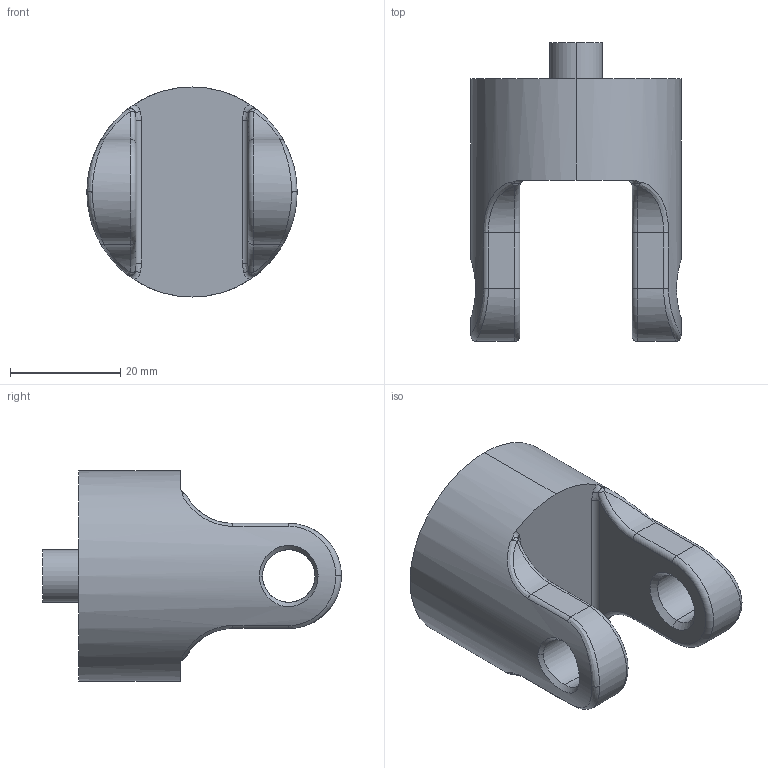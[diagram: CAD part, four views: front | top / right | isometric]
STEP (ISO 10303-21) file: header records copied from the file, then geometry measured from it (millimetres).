
FILE_DESCRIPTION (( 'STEP AP214' ), '1' );
FILE_NAME ('Part 7.STEP', '2025-03-07T11:54:35', ( '' ), ( '' ), 'SwSTEP 2.0', 'SolidWorks 2023', '' );
FILE_SCHEMA (( 'AUTOMOTIVE_DESIGN' ));
Length unit declared in the file: millimetre
Products named in the file (1): Part 7
Bounding box: 38.1 x 54.16 x 38.1 mm (x, y, z)
Volume: 28912.7 mm3; surface area: 7543.2 mm2
Topology: 1 solids, 1 shells, 71 faces, 171 edges, 103 vertices
Faces by surface type: cylinder 24, bspline 18, torus 12, plane 9, cone 4, sphere 4
Entity records: 5934 total; most frequent: CARTESIAN_POINT 4364, ORIENTED_EDGE 342, DIRECTION 304, EDGE_CURVE 171, AXIS2_PLACEMENT_3D 132, VERTEX_POINT 103, CIRCLE 78, EDGE_LOOP 76
